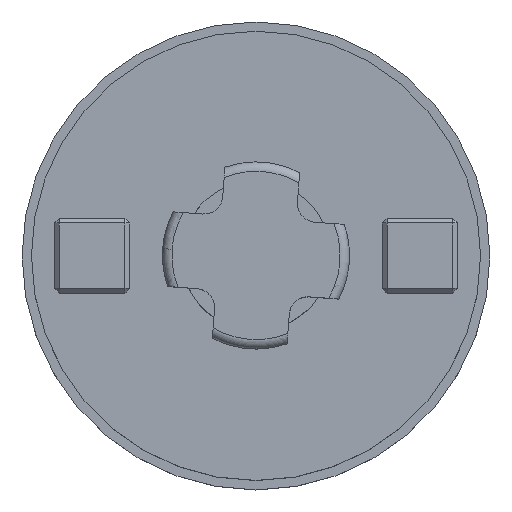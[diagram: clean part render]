
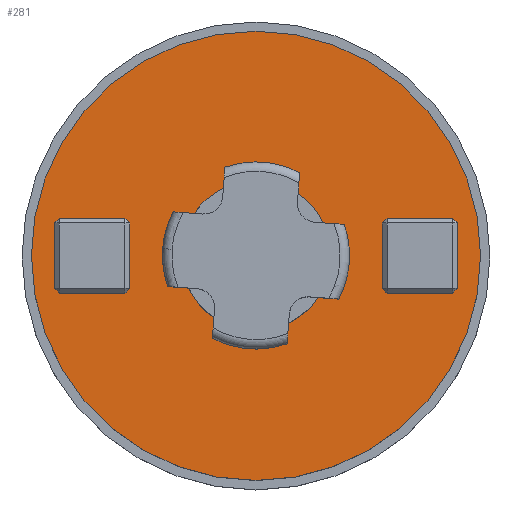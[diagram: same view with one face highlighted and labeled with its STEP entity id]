
A CAD part, top view. The second image highlights one B-rep face of the part: STEP entity #281.
In plain terms, the highlighted planar face has unit normal (0, 0, 1).
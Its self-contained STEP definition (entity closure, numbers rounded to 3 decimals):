
#121=PLANE('',#1736);
#281=ADVANCED_FACE('',(#447,#448,#449,#450),#121,.F.);
#384=CIRCLE('',#1688,8.);
#400=CIRCLE('',#1734,24.);
#447=FACE_BOUND('',#490,.T.);
#448=FACE_BOUND('',#491,.T.);
#449=FACE_BOUND('',#492,.T.);
#450=FACE_BOUND('',#493,.T.);
#490=EDGE_LOOP('',(#703));
#491=EDGE_LOOP('',(#704));
#492=EDGE_LOOP('',(#705,#706,#707,#708,#709,#710,#711,#712));
#493=EDGE_LOOP('',(#713,#714,#715,#716,#717,#718,#719,#720));
#703=ORIENTED_EDGE('',*,*,#1189,.F.);
#704=ORIENTED_EDGE('',*,*,#1269,.F.);
#705=ORIENTED_EDGE('',*,*,#1247,.F.);
#706=ORIENTED_EDGE('',*,*,#1264,.T.);
#707=ORIENTED_EDGE('',*,*,#1254,.T.);
#708=ORIENTED_EDGE('',*,*,#1262,.T.);
#709=ORIENTED_EDGE('',*,*,#1242,.F.);
#710=ORIENTED_EDGE('',*,*,#1258,.T.);
#711=ORIENTED_EDGE('',*,*,#1250,.T.);
#712=ORIENTED_EDGE('',*,*,#1260,.T.);
#713=ORIENTED_EDGE('',*,*,#1219,.F.);
#714=ORIENTED_EDGE('',*,*,#1234,.T.);
#715=ORIENTED_EDGE('',*,*,#1226,.T.);
#716=ORIENTED_EDGE('',*,*,#1236,.T.);
#717=ORIENTED_EDGE('',*,*,#1222,.F.);
#718=ORIENTED_EDGE('',*,*,#1240,.T.);
#719=ORIENTED_EDGE('',*,*,#1230,.T.);
#720=ORIENTED_EDGE('',*,*,#1238,.T.);
#1050=VERTEX_POINT('',#2402);
#1076=VERTEX_POINT('',#2462);
#1077=VERTEX_POINT('',#2464);
#1079=VERTEX_POINT('',#2470);
#1080=VERTEX_POINT('',#2471);
#1083=VERTEX_POINT('',#2479);
#1084=VERTEX_POINT('',#2480);
#1087=VERTEX_POINT('',#2488);
#1088=VERTEX_POINT('',#2489);
#1091=VERTEX_POINT('',#2509);
#1092=VERTEX_POINT('',#2510);
#1096=VERTEX_POINT('',#2519);
#1097=VERTEX_POINT('',#2521);
#1099=VERTEX_POINT('',#2527);
#1100=VERTEX_POINT('',#2528);
#1103=VERTEX_POINT('',#2536);
#1104=VERTEX_POINT('',#2537);
#1110=VERTEX_POINT('',#2564);
#1189=EDGE_CURVE('',#1050,#1050,#384,.T.);
#1219=EDGE_CURVE('',#1076,#1077,#1418,.T.);
#1222=EDGE_CURVE('',#1079,#1080,#1421,.T.);
#1226=EDGE_CURVE('',#1083,#1084,#1425,.T.);
#1230=EDGE_CURVE('',#1087,#1088,#1429,.T.);
#1234=EDGE_CURVE('',#1076,#1083,#1433,.T.);
#1236=EDGE_CURVE('',#1084,#1080,#1435,.T.);
#1238=EDGE_CURVE('',#1088,#1077,#1437,.T.);
#1240=EDGE_CURVE('',#1079,#1087,#1439,.T.);
#1242=EDGE_CURVE('',#1091,#1092,#1441,.T.);
#1247=EDGE_CURVE('',#1096,#1097,#1446,.T.);
#1250=EDGE_CURVE('',#1099,#1100,#1449,.T.);
#1254=EDGE_CURVE('',#1103,#1104,#1453,.T.);
#1258=EDGE_CURVE('',#1091,#1099,#1457,.T.);
#1260=EDGE_CURVE('',#1100,#1097,#1459,.T.);
#1262=EDGE_CURVE('',#1104,#1092,#1461,.T.);
#1264=EDGE_CURVE('',#1096,#1103,#1463,.T.);
#1269=EDGE_CURVE('',#1110,#1110,#400,.T.);
#1418=LINE('',#2463,#1558);
#1421=LINE('',#2469,#1561);
#1425=LINE('',#2478,#1565);
#1429=LINE('',#2487,#1569);
#1433=LINE('',#2496,#1573);
#1435=LINE('',#2499,#1575);
#1437=LINE('',#2502,#1577);
#1439=LINE('',#2505,#1579);
#1441=LINE('',#2508,#1581);
#1446=LINE('',#2520,#1586);
#1449=LINE('',#2526,#1589);
#1453=LINE('',#2535,#1593);
#1457=LINE('',#2544,#1597);
#1459=LINE('',#2547,#1599);
#1461=LINE('',#2550,#1601);
#1463=LINE('',#2553,#1603);
#1558=VECTOR('',#1917,1.);
#1561=VECTOR('',#1922,1.);
#1565=VECTOR('',#1928,1.);
#1569=VECTOR('',#1934,1.);
#1573=VECTOR('',#1940,1.);
#1575=VECTOR('',#1944,1.);
#1577=VECTOR('',#1948,1.);
#1579=VECTOR('',#1952,1.);
#1581=VECTOR('',#1956,1.);
#1586=VECTOR('',#1963,1.);
#1589=VECTOR('',#1968,1.);
#1593=VECTOR('',#1974,1.);
#1597=VECTOR('',#1980,1.);
#1599=VECTOR('',#1984,1.);
#1601=VECTOR('',#1988,1.);
#1603=VECTOR('',#1992,1.);
#1688=AXIS2_PLACEMENT_3D('',#2401,#1856,#1857);
#1734=AXIS2_PLACEMENT_3D('',#2563,#2004,#2005);
#1736=AXIS2_PLACEMENT_3D('',#2566,#2008,#2009);
#1856=DIRECTION('',(0.,0.,1.));
#1857=DIRECTION('',(-1.,0.,0.));
#1917=DIRECTION('',(1.,0.,0.));
#1922=DIRECTION('',(-1.,0.,0.));
#1928=DIRECTION('',(0.,1.,0.));
#1934=DIRECTION('',(0.,-1.,0.));
#1940=DIRECTION('',(-0.707,0.707,0.));
#1944=DIRECTION('',(0.707,0.707,0.));
#1948=DIRECTION('',(-0.707,-0.707,0.));
#1952=DIRECTION('',(0.707,-0.707,0.));
#1956=DIRECTION('',(1.,0.,0.));
#1963=DIRECTION('',(-1.,0.,0.));
#1968=DIRECTION('',(0.,1.,0.));
#1974=DIRECTION('',(0.,-1.,0.));
#1980=DIRECTION('',(-0.707,0.707,0.));
#1984=DIRECTION('',(0.707,0.707,0.));
#1988=DIRECTION('',(-0.707,-0.707,0.));
#1992=DIRECTION('',(0.707,-0.707,0.));
#2004=DIRECTION('',(0.,0.,-1.));
#2005=DIRECTION('',(-1.,0.,0.));
#2008=DIRECTION('',(0.,0.,-1.));
#2009=DIRECTION('',(1.,0.,0.));
#2401=CARTESIAN_POINT('',(0.,0.,14.));
#2402=CARTESIAN_POINT('',(-8.,0.,14.));
#2462=CARTESIAN_POINT('',(14.,-4.,14.));
#2463=CARTESIAN_POINT('',(24.,-4.,14.));
#2464=CARTESIAN_POINT('',(21.,-4.,14.));
#2469=CARTESIAN_POINT('',(24.,4.,14.));
#2470=CARTESIAN_POINT('',(21.,4.,14.));
#2471=CARTESIAN_POINT('',(14.,4.,14.));
#2478=CARTESIAN_POINT('',(13.5,-4.,14.));
#2479=CARTESIAN_POINT('',(13.5,-3.5,14.));
#2480=CARTESIAN_POINT('',(13.5,3.5,14.));
#2487=CARTESIAN_POINT('',(21.5,-4.,14.));
#2488=CARTESIAN_POINT('',(21.5,3.5,14.));
#2489=CARTESIAN_POINT('',(21.5,-3.5,14.));
#2496=CARTESIAN_POINT('',(14.,-4.,14.));
#2499=CARTESIAN_POINT('',(13.5,3.5,14.));
#2502=CARTESIAN_POINT('',(21.5,-3.5,14.));
#2505=CARTESIAN_POINT('',(21.,4.,14.));
#2508=CARTESIAN_POINT('',(-24.,-4.,14.));
#2509=CARTESIAN_POINT('',(-21.,-4.,14.));
#2510=CARTESIAN_POINT('',(-14.,-4.,14.));
#2519=CARTESIAN_POINT('',(-14.,4.,14.));
#2520=CARTESIAN_POINT('',(-24.,4.,14.));
#2521=CARTESIAN_POINT('',(-21.,4.,14.));
#2526=CARTESIAN_POINT('',(-21.5,-4.,14.));
#2527=CARTESIAN_POINT('',(-21.5,-3.5,14.));
#2528=CARTESIAN_POINT('',(-21.5,3.5,14.));
#2535=CARTESIAN_POINT('',(-13.5,-4.,14.));
#2536=CARTESIAN_POINT('',(-13.5,3.5,14.));
#2537=CARTESIAN_POINT('',(-13.5,-3.5,14.));
#2544=CARTESIAN_POINT('',(-21.,-4.,14.));
#2547=CARTESIAN_POINT('',(-21.5,3.5,14.));
#2550=CARTESIAN_POINT('',(-13.5,-3.5,14.));
#2553=CARTESIAN_POINT('',(-14.,4.,14.));
#2563=CARTESIAN_POINT('',(0.,0.,14.));
#2564=CARTESIAN_POINT('',(-24.,0.,14.));
#2566=CARTESIAN_POINT('',(0.,24.,14.));
